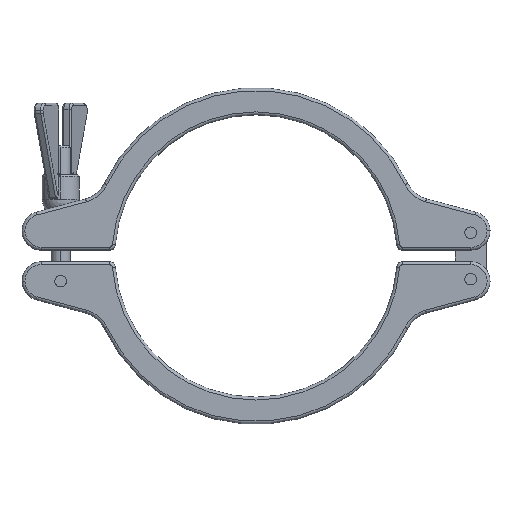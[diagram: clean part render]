
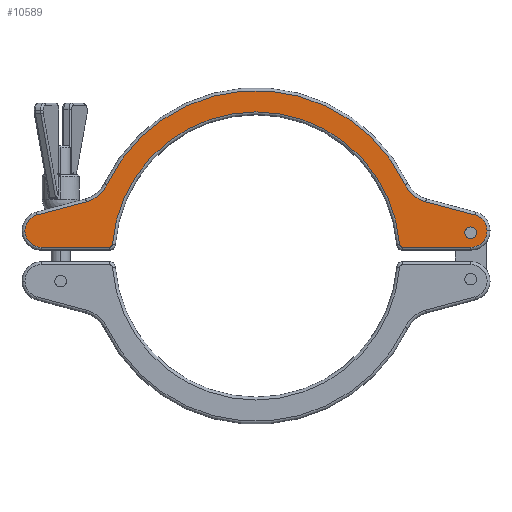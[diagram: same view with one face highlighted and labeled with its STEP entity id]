
A CAD part, top view. The second image highlights one B-rep face of the part: STEP entity #10589.
In plain terms, the highlighted planar face has unit normal (0, 0, 1).
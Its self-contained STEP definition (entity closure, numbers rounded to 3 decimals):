
#150 = ORIENTED_EDGE ( 'NONE', *, *, #1787, .T. ) ;
#250 = DIRECTION ( 'NONE',  ( 0., 0., 1. ) ) ;
#352 = ORIENTED_EDGE ( 'NONE', *, *, #7515, .T. ) ;
#564 = EDGE_CURVE ( 'NONE', #5088, #11664, #7322, .T. ) ;
#619 = DIRECTION ( 'NONE',  ( 1., 0., 0. ) ) ;
#797 = CARTESIAN_POINT ( 'NONE',  ( 111., 12., 12. ) ) ;
#903 = AXIS2_PLACEMENT_3D ( 'NONE', #797, #10431, #10514 ) ;
#909 = ORIENTED_EDGE ( 'NONE', *, *, #14676, .T. ) ;
#1026 = VERTEX_POINT ( 'NONE', #2415 ) ;
#1195 = CARTESIAN_POINT ( 'NONE',  ( 75.763, 6., 12. ) ) ;
#1285 = CARTESIAN_POINT ( 'NONE',  ( 75.763, 4.5, 12. ) ) ;
#1290 = CARTESIAN_POINT ( 'NONE',  ( -75.763, 4.5, 12. ) ) ;
#1294 = AXIS2_PLACEMENT_3D ( 'NONE', #6435, #15034, #13616 ) ;
#1368 = EDGE_CURVE ( 'NONE', #1026, #5088, #9599, .T. ) ;
#1575 = CARTESIAN_POINT ( 'NONE',  ( 0., 0., 12. ) ) ;
#1600 = ORIENTED_EDGE ( 'NONE', *, *, #2979, .T. ) ;
#1669 = AXIS2_PLACEMENT_3D ( 'NONE', #14982, #13560, #7632 ) ;
#1787 = EDGE_CURVE ( 'NONE', #3688, #12252, #6825, .T. ) ;
#1800 = DIRECTION ( 'NONE',  ( 0., 0., -1. ) ) ;
#1925 = FACE_BOUND ( 'NONE', #11375, .T. ) ;
#1983 = DIRECTION ( 'NONE',  ( 1., 0., 0. ) ) ;
#2044 = EDGE_CURVE ( 'NONE', #12252, #13085, #5835, .T. ) ;
#2149 = VECTOR ( 'NONE', #10587, 1000. ) ;
#2231 = AXIS2_PLACEMENT_3D ( 'NONE', #12017, #2431, #7383 ) ;
#2365 = EDGE_CURVE ( 'NONE', #13085, #4005, #14800, .T. ) ;
#2415 = CARTESIAN_POINT ( 'NONE',  ( 87.769, 28.025, 12. ) ) ;
#2431 = DIRECTION ( 'NONE',  ( 0., 0., 1. ) ) ;
#2433 = AXIS2_PLACEMENT_3D ( 'NONE', #4542, #6036, #15689 ) ;
#2728 = CARTESIAN_POINT ( 'NONE',  ( -75.763, 4.5, 12. ) ) ;
#2791 = VERTEX_POINT ( 'NONE', #13939 ) ;
#2886 = AXIS2_PLACEMENT_3D ( 'NONE', #2980, #1800, #619 ) ;
#2979 = EDGE_CURVE ( 'NONE', #8639, #12223, #14138, .T. ) ;
#2980 = CARTESIAN_POINT ( 'NONE',  ( -92.04, 43.962, 12. ) ) ;
#3036 = CARTESIAN_POINT ( 'NONE',  ( 111., 4.5, 12. ) ) ;
#3193 = ORIENTED_EDGE ( 'NONE', *, *, #1368, .T. ) ;
#3638 = DIRECTION ( 'NONE',  ( 0., 0., 1. ) ) ;
#3649 = VERTEX_POINT ( 'NONE', #5246 ) ;
#3688 = VERTEX_POINT ( 'NONE', #6659 ) ;
#3709 = EDGE_LOOP ( 'NONE', ( #10899, #3193, #3864, #13328, #352, #1600, #7538, #14512, #150, #14010, #9959, #5404, #7475 ) ) ;
#3864 = ORIENTED_EDGE ( 'NONE', *, *, #564, .T. ) ;
#4005 = VERTEX_POINT ( 'NONE', #9175 ) ;
#4064 = AXIS2_PLACEMENT_3D ( 'NONE', #10350, #9158, #1983 ) ;
#4193 = LINE ( 'NONE', #6863, #9776 ) ;
#4372 = DIRECTION ( 'NONE',  ( 1., 0., 0. ) ) ;
#4395 = VERTEX_POINT ( 'NONE', #1290 ) ;
#4423 = DIRECTION ( 'NONE',  ( 1., 0., 0. ) ) ;
#4542 = CARTESIAN_POINT ( 'NONE',  ( 111., 13., 12. ) ) ;
#4652 = DIRECTION ( 'NONE',  ( 0., 0., 1. ) ) ;
#4807 = CARTESIAN_POINT ( 'NONE',  ( 114., 12., 12. ) ) ;
#4953 = CIRCLE ( 'NONE', #903, 3. ) ;
#5088 = VERTEX_POINT ( 'NONE', #10936 ) ;
#5246 = CARTESIAN_POINT ( 'NONE',  ( -87.769, 28.025, 12. ) ) ;
#5252 = DIRECTION ( 'NONE',  ( 1., 0., 0. ) ) ;
#5404 = ORIENTED_EDGE ( 'NONE', *, *, #5637, .T. ) ;
#5431 = VERTEX_POINT ( 'NONE', #4807 ) ;
#5637 = EDGE_CURVE ( 'NONE', #4005, #11139, #12635, .T. ) ;
#5667 = CARTESIAN_POINT ( 'NONE',  ( -111., 4.5, 12. ) ) ;
#5832 = FACE_OUTER_BOUND ( 'NONE', #3709, .T. ) ;
#5835 = CIRCLE ( 'NONE', #14733, 1.5 ) ;
#5905 = CARTESIAN_POINT ( 'NONE',  ( 87.769, 28.025, 12. ) ) ;
#5995 = DIRECTION ( 'NONE',  ( 1., 0., 0. ) ) ;
#6036 = DIRECTION ( 'NONE',  ( 0., 0., 1. ) ) ;
#6435 = CARTESIAN_POINT ( 'NONE',  ( 92.04, 43.962, 12. ) ) ;
#6659 = CARTESIAN_POINT ( 'NONE',  ( -74.267, 5.882, 12. ) ) ;
#6825 = CIRCLE ( 'NONE', #4064, 74.5 ) ;
#6863 = CARTESIAN_POINT ( 'NONE',  ( -113.2, 21.21, 12. ) ) ;
#7089 = PLANE ( 'NONE',  #9694 ) ;
#7305 = EDGE_CURVE ( 'NONE', #4395, #3688, #12062, .T. ) ;
#7322 = CIRCLE ( 'NONE', #7826, 85.5 ) ;
#7383 = DIRECTION ( 'NONE',  ( 1., 0., 0. ) ) ;
#7475 = ORIENTED_EDGE ( 'NONE', *, *, #15669, .T. ) ;
#7515 = EDGE_CURVE ( 'NONE', #3649, #8639, #4193, .T. ) ;
#7526 = DIRECTION ( 'NONE',  ( 1., 0., 0. ) ) ;
#7538 = ORIENTED_EDGE ( 'NONE', *, *, #12625, .T. ) ;
#7632 = DIRECTION ( 'NONE',  ( 1., 0., 0. ) ) ;
#7661 = CIRCLE ( 'NONE', #2886, 16.5 ) ;
#7826 = AXIS2_PLACEMENT_3D ( 'NONE', #1575, #250, #8672 ) ;
#8635 = ORIENTED_EDGE ( 'NONE', *, *, #13973, .T. ) ;
#8639 = VERTEX_POINT ( 'NONE', #14100 ) ;
#8672 = DIRECTION ( 'NONE',  ( 1., 0., 0. ) ) ;
#9143 = CARTESIAN_POINT ( 'NONE',  ( 119.5, 13., 12. ) ) ;
#9158 = DIRECTION ( 'NONE',  ( 0., 0., -1. ) ) ;
#9175 = CARTESIAN_POINT ( 'NONE',  ( 111., 4.5, 12. ) ) ;
#9234 = CARTESIAN_POINT ( 'NONE',  ( 74.267, 5.882, 12. ) ) ;
#9242 = CARTESIAN_POINT ( 'NONE',  ( 111., 13., 12. ) ) ;
#9410 = VECTOR ( 'NONE', #7526, 1000. ) ;
#9599 = CIRCLE ( 'NONE', #1294, 16.5 ) ;
#9694 = AXIS2_PLACEMENT_3D ( 'NONE', #12692, #4652, #4372 ) ;
#9776 = VECTOR ( 'NONE', #11635, 1000. ) ;
#9959 = ORIENTED_EDGE ( 'NONE', *, *, #2365, .T. ) ;
#10350 = CARTESIAN_POINT ( 'NONE',  ( 0., 0., 12. ) ) ;
#10431 = DIRECTION ( 'NONE',  ( 0., 0., -1. ) ) ;
#10443 = VECTOR ( 'NONE', #5252, 1000. ) ;
#10514 = DIRECTION ( 'NONE',  ( 1., 0., 0. ) ) ;
#10587 = DIRECTION ( 'NONE',  ( -0.966, 0.259, 0. ) ) ;
#10589 = ADVANCED_FACE ( 'NONE', ( #5832, #1925 ), #7089, .T. ) ;
#10599 = AXIS2_PLACEMENT_3D ( 'NONE', #9242, #12832, #4423 ) ;
#10621 = CARTESIAN_POINT ( 'NONE',  ( 113.2, 21.21, 12. ) ) ;
#10667 = LINE ( 'NONE', #5905, #2149 ) ;
#10899 = ORIENTED_EDGE ( 'NONE', *, *, #13994, .T. ) ;
#10936 = CARTESIAN_POINT ( 'NONE',  ( 77.151, 36.851, 12. ) ) ;
#11117 = LINE ( 'NONE', #2728, #9410 ) ;
#11139 = VERTEX_POINT ( 'NONE', #9143 ) ;
#11288 = AXIS2_PLACEMENT_3D ( 'NONE', #15578, #14445, #14370 ) ;
#11319 = EDGE_CURVE ( 'NONE', #11664, #3649, #7661, .T. ) ;
#11375 = EDGE_LOOP ( 'NONE', ( #8635, #909 ) ) ;
#11498 = CARTESIAN_POINT ( 'NONE',  ( -77.151, 36.851, 12. ) ) ;
#11635 = DIRECTION ( 'NONE',  ( -0.966, -0.259, 0. ) ) ;
#11664 = VERTEX_POINT ( 'NONE', #11498 ) ;
#12017 = CARTESIAN_POINT ( 'NONE',  ( -111., 13., 12. ) ) ;
#12062 = CIRCLE ( 'NONE', #11288, 1.5 ) ;
#12223 = VERTEX_POINT ( 'NONE', #5667 ) ;
#12252 = VERTEX_POINT ( 'NONE', #9234 ) ;
#12625 = EDGE_CURVE ( 'NONE', #12223, #4395, #11117, .T. ) ;
#12635 = CIRCLE ( 'NONE', #10599, 8.5 ) ;
#12692 = CARTESIAN_POINT ( 'NONE',  ( -92.04, 43.962, 12. ) ) ;
#12824 = VERTEX_POINT ( 'NONE', #10621 ) ;
#12832 = DIRECTION ( 'NONE',  ( 0., 0., 1. ) ) ;
#13085 = VERTEX_POINT ( 'NONE', #1285 ) ;
#13324 = CIRCLE ( 'NONE', #1669, 3. ) ;
#13328 = ORIENTED_EDGE ( 'NONE', *, *, #11319, .T. ) ;
#13560 = DIRECTION ( 'NONE',  ( 0., 0., -1. ) ) ;
#13616 = DIRECTION ( 'NONE',  ( 1., 0., 0. ) ) ;
#13939 = CARTESIAN_POINT ( 'NONE',  ( 108., 12., 12. ) ) ;
#13973 = EDGE_CURVE ( 'NONE', #2791, #5431, #4953, .T. ) ;
#13994 = EDGE_CURVE ( 'NONE', #12824, #1026, #10667, .T. ) ;
#14010 = ORIENTED_EDGE ( 'NONE', *, *, #2044, .T. ) ;
#14100 = CARTESIAN_POINT ( 'NONE',  ( -113.2, 21.21, 12. ) ) ;
#14138 = CIRCLE ( 'NONE', #2231, 8.5 ) ;
#14370 = DIRECTION ( 'NONE',  ( 1., 0., 0. ) ) ;
#14445 = DIRECTION ( 'NONE',  ( 0., 0., 1. ) ) ;
#14512 = ORIENTED_EDGE ( 'NONE', *, *, #7305, .T. ) ;
#14676 = EDGE_CURVE ( 'NONE', #5431, #2791, #13324, .T. ) ;
#14733 = AXIS2_PLACEMENT_3D ( 'NONE', #1195, #3638, #5995 ) ;
#14800 = LINE ( 'NONE', #3036, #10443 ) ;
#14846 = CIRCLE ( 'NONE', #2433, 8.5 ) ;
#14982 = CARTESIAN_POINT ( 'NONE',  ( 111., 12., 12. ) ) ;
#15034 = DIRECTION ( 'NONE',  ( 0., 0., -1. ) ) ;
#15578 = CARTESIAN_POINT ( 'NONE',  ( -75.763, 6., 12. ) ) ;
#15669 = EDGE_CURVE ( 'NONE', #11139, #12824, #14846, .T. ) ;
#15689 = DIRECTION ( 'NONE',  ( 1., 0., 0. ) ) ;
